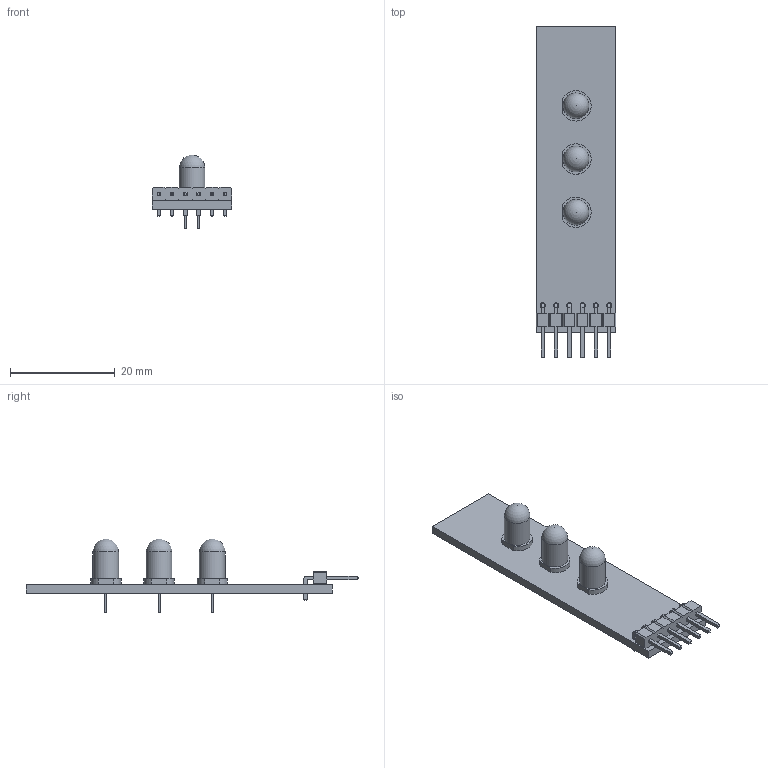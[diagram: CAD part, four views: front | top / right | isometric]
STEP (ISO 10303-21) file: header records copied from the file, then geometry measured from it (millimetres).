
FILE_DESCRIPTION(('KiCad electronic assembly'),'2;1');
FILE_NAME('stripboard-elise.step','2025-02-18T10:25:26',('Pcbnew'),( 'Kicad'),'Open CASCADE STEP processor 7.8','KiCad to STEP converter' ,'Unknown');
FILE_SCHEMA(('AUTOMOTIVE_DESIGN { 1 0 10303 214 1 1 1 1 }'));
Length unit declared in the file: millimetre
Products named in the file (6): stripboard-elise 1; LED_D5.0mm; PinHeader_1x06_P2.54mm_Horizontal; PinHeader_1x06_P254mm_Horizontal; stripboard_PCB
Assembly tree (7 placements, depth 3):
  stripboard-elise 1
    LED_D5.0mm  x3
      LED_D5.0mm
    PinHeader_1x06_P2.54mm_Horizontal
      PinHeader_1x06_P254mm_Horizontal
    stripboard_PCB
Bounding box: 15.24 x 63.38 x 14.1 mm (x, y, z)
Volume: 2001.4 mm3; surface area: 2957.1 mm2
Topology: 5 solids, 5 shells, 232 faces, 561 edges, 357 vertices
Faces by surface type: plane 205, cylinder 24, sphere 3
Full cylindrical faces by diameter (mm): 0.9 x6, 1 x6, 4.9 x3
Entity records: 7188 total; most frequent: CARTESIAN_POINT 1009, ORIENTED_EDGE 980, DIRECTION 947, EDGE_CURVE 490, LINE 449, VECTOR 449, VERTEX_POINT 311, AXIS2_PLACEMENT_3D 249
